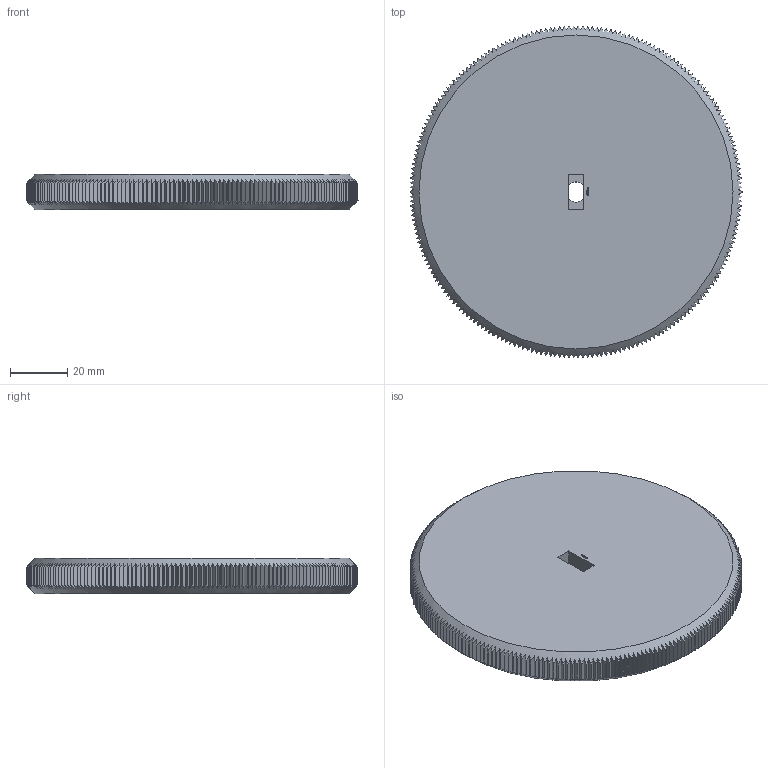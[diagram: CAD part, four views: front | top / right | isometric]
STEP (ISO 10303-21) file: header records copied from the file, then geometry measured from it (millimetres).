
FILE_DESCRIPTION(('FreeCAD Model'),'2;1');
FILE_NAME('Open CASCADE Shape Model','2024-01-03T19:11:42',(''),(''), 'Open CASCADE STEP processor 7.6','FreeCAD','Unknown');
FILE_SCHEMA(('AUTOMOTIVE_DESIGN { 1 0 10303 214 1 1 1 1 }'));
Products named in the file (1): Knob KNR BVD SCR ISR BU01.00x09.25 - SPN-KNB-0032 (stemfie.org)
Bounding box: 115.62 x 115.61 x 12.5 mm (x, y, z)
Volume: 125296.7 mm3; surface area: 26995 mm2
Topology: 1 solids, 1 shells, 1174 faces, 3414 edges, 2274 vertices
Faces by surface type: plane 768, cylinder 224, extrusion 178, cone 4
Entity records: 86700 total; most frequent: CARTESIAN_POINT 19943, DIRECTION 12152, ORIENTED_EDGE 6828, PCURVE 6828, DEFINITIONAL_REPRESENTATION 6828, VECTOR 6574, LINE 6396, EDGE_CURVE 3414
